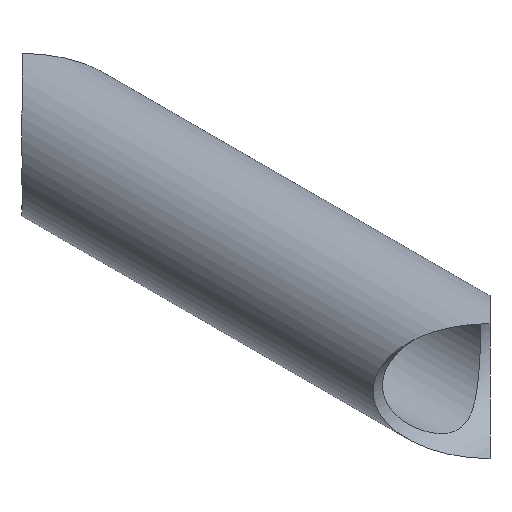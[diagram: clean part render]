
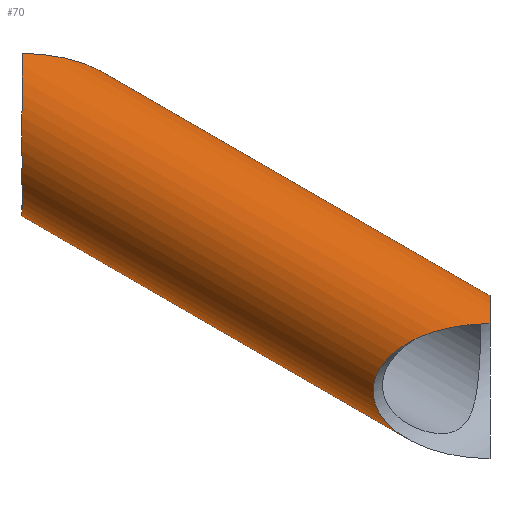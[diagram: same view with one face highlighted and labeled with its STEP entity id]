
A CAD part, isometric view. The second image highlights one B-rep face of the part: STEP entity #70.
In plain terms, the highlighted cylindrical face has radius 12.5 mm (diameter 25 mm), a full revolution.
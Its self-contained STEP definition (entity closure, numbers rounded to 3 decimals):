
#22=ORIENTED_EDGE('',*,*,#34,.F.);
#23=ORIENTED_EDGE('',*,*,#35,.T.);
#24=ORIENTED_EDGE('',*,*,#36,.F.);
#25=ORIENTED_EDGE('',*,*,#37,.T.);
#34=EDGE_CURVE('',#40,#41,#46,.F.);
#35=EDGE_CURVE('',#40,#41,#47,.T.);
#36=EDGE_CURVE('',#42,#43,#48,.T.);
#37=EDGE_CURVE('',#42,#43,#49,.F.);
#40=VERTEX_POINT('',#116);
#41=VERTEX_POINT('',#117);
#42=VERTEX_POINT('',#120);
#43=VERTEX_POINT('',#121);
#46=ELLIPSE('',#88,17.678,12.5);
#47=ELLIPSE('',#89,17.678,12.5);
#48=ELLIPSE('',#90,17.678,12.5);
#49=ELLIPSE('',#91,17.678,12.5);
#50=EDGE_LOOP('',(#22,#23));
#51=EDGE_LOOP('',(#24,#25));
#58=FACE_BOUND('',#50,.T.);
#59=FACE_BOUND('',#51,.T.);
#66=CYLINDRICAL_SURFACE('',#87,12.5);
#70=ADVANCED_FACE('',(#58,#59),#66,.T.);
#87=AXIS2_PLACEMENT_3D('',#114,#97,#98);
#88=AXIS2_PLACEMENT_3D('',#115,#99,#100);
#89=AXIS2_PLACEMENT_3D('',#118,#101,#102);
#90=AXIS2_PLACEMENT_3D('',#119,#103,#104);
#91=AXIS2_PLACEMENT_3D('',#122,#105,#106);
#97=DIRECTION('',(0.,1.,0.));
#98=DIRECTION('',(0.,0.,1.));
#99=DIRECTION('',(0.707,0.707,0.));
#100=DIRECTION('',(-0.707,0.707,0.));
#101=DIRECTION('',(-0.707,0.707,0.));
#102=DIRECTION('',(0.707,0.707,0.));
#103=DIRECTION('',(-0.707,0.707,0.));
#104=DIRECTION('',(0.707,0.707,0.));
#105=DIRECTION('',(0.707,0.707,0.));
#106=DIRECTION('',(-0.707,0.707,0.));
#114=CARTESIAN_POINT('',(0.,0.,0.));
#115=CARTESIAN_POINT('',(0.,0.,0.));
#116=CARTESIAN_POINT('',(0.,0.,12.5));
#117=CARTESIAN_POINT('',(0.,0.,-12.5));
#118=CARTESIAN_POINT('',(0.,0.,0.));
#119=CARTESIAN_POINT('',(0.,100.,0.));
#120=CARTESIAN_POINT('',(0.,100.,-12.5));
#121=CARTESIAN_POINT('',(0.,100.,12.5));
#122=CARTESIAN_POINT('',(0.,100.,0.));
